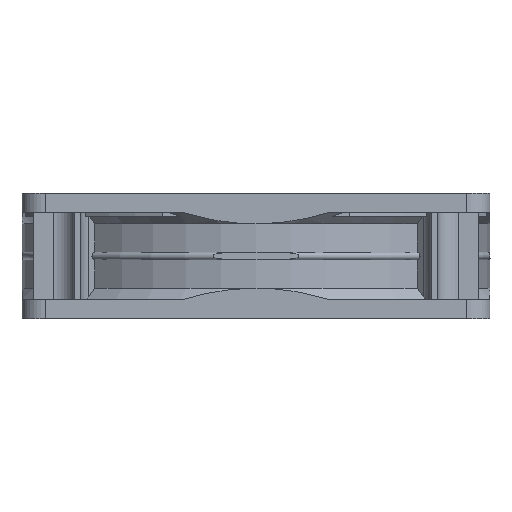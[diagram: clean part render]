
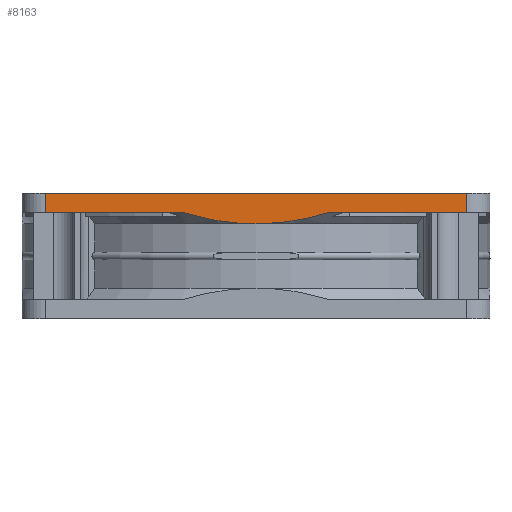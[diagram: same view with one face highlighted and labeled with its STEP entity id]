
A CAD part, left-side view. The second image highlights one B-rep face of the part: STEP entity #8163.
In plain terms, the highlighted planar face has unit normal (-1, 0, 0).
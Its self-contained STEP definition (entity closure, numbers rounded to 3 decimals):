
#503=DIRECTION('',(0.,1.,0.));
#504=VECTOR('',#503,108.);
#505=CARTESIAN_POINT('',(-60.,-54.,0.));
#506=LINE('',#505,#504);
#883=CARTESIAN_POINT('',(-60.,19.21,-4.9));
#884=CARTESIAN_POINT('',(-60.,17.012,-5.57));
#885=CARTESIAN_POINT('',(-60.,12.659,-6.687));
#886=CARTESIAN_POINT('',(-60.,6.297,-7.68));
#887=CARTESIAN_POINT('',(-60.,2.089,-7.9));
#888=CARTESIAN_POINT('',(-60.,0.,
-7.9));
#997=CARTESIAN_POINT('',(-60.,0.,
-7.9));
#998=CARTESIAN_POINT('',(-60.,-2.091,
-7.9));
#999=CARTESIAN_POINT('',(-60.,-6.301,
-7.68));
#1000=CARTESIAN_POINT('',(-60.,-12.667,
-6.685));
#1001=CARTESIAN_POINT('',(-60.,-17.015,
-5.569));
#1002=CARTESIAN_POINT('',(-60.,-19.209,-4.9));
#1467=DIRECTION('',(0.,0.,1.));
#1468=VECTOR('',#1467,4.9);
#1469=CARTESIAN_POINT('',(-60.,-54.,-4.9));
#1470=LINE('',#1469,#1468);
#1475=DIRECTION('',(0.,1.,0.));
#1476=VECTOR('',#1475,34.791);
#1477=CARTESIAN_POINT('',(-60.,-54.,-4.9));
#1478=LINE('',#1477,#1476);
#1479=DIRECTION('',(0.,1.,0.));
#1480=VECTOR('',#1479,34.791);
#1481=CARTESIAN_POINT('',(-60.,19.21,
-4.9));
#1482=LINE('',#1481,#1480);
#1487=DIRECTION('',(0.,0.,-1.));
#1488=VECTOR('',#1487,4.9);
#1489=CARTESIAN_POINT('',(-60.,54.,0.));
#1490=LINE('',#1489,#1488);
#5316=CARTESIAN_POINT('',(-60.,0.,
-7.9));
#5317=VERTEX_POINT('',#5316);
#5690=CARTESIAN_POINT('',(-60.,54.001,-4.9));
#5691=VERTEX_POINT('',#5690);
#5692=CARTESIAN_POINT('',(-60.,19.21,
-4.9));
#5693=VERTEX_POINT('',#5692);
#5710=CARTESIAN_POINT('',(-60.,-54.,-4.9));
#5711=CARTESIAN_POINT('',(-60.,-19.209,-4.9));
#5712=VERTEX_POINT('',#5710);
#5713=VERTEX_POINT('',#5711);
#5802=CARTESIAN_POINT('',(-60.,-54.,0.));
#5803=VERTEX_POINT('',#5802);
#5804=CARTESIAN_POINT('',(-60.,54.,0.));
#5805=VERTEX_POINT('',#5804);
#8148=CARTESIAN_POINT('',(-60.,60.,-4.9));
#8149=DIRECTION('',(-1.,0.,0.));
#8150=DIRECTION('',(0.,-1.,0.));
#8151=AXIS2_PLACEMENT_3D('',#8148,#8149,#8150);
#8152=PLANE('',#8151);
#8153=ORIENTED_EDGE('',*,*,#7666,.T.);
#8154=ORIENTED_EDGE('',*,*,#7743,.F.);
#8155=ORIENTED_EDGE('',*,*,#7623,.F.);
#8156=ORIENTED_EDGE('',*,*,#7306,.T.);
#8158=ORIENTED_EDGE('',*,*,#8157,.F.);
#8159=ORIENTED_EDGE('',*,*,#6932,.F.);
#8160=ORIENTED_EDGE('',*,*,#8141,.F.);
#8161=EDGE_LOOP('',(#8153,#8154,#8155,#8156,#8158,#8159,#8160));
#8162=FACE_OUTER_BOUND('',#8161,.F.);
#8163=ADVANCED_FACE('',(#8162),#8152,.T.);
#889=B_SPLINE_CURVE_WITH_KNOTS('',3,(#883,#884,#885,#886,#887,#888),
.UNSPECIFIED.,.F.,.F.,(4,1,1,4),(0.,0.333,0.667,1.),
.UNSPECIFIED.);
#1003=B_SPLINE_CURVE_WITH_KNOTS('',3,(#997,#998,#999,#1000,#1001,#1002),
.UNSPECIFIED.,.F.,.F.,(4,1,1,4),(0.,0.333,0.667,1.),
.UNSPECIFIED.);
#6932=EDGE_CURVE('',#5803,#5805,#506,.T.);
#7306=EDGE_CURVE('',#5693,#5691,#1482,.T.);
#7623=EDGE_CURVE('',#5693,#5317,#889,.T.);
#7666=EDGE_CURVE('',#5712,#5713,#1478,.T.);
#7743=EDGE_CURVE('',#5317,#5713,#1003,.T.);
#8141=EDGE_CURVE('',#5712,#5803,#1470,.T.);
#8157=EDGE_CURVE('',#5805,#5691,#1490,.T.);
